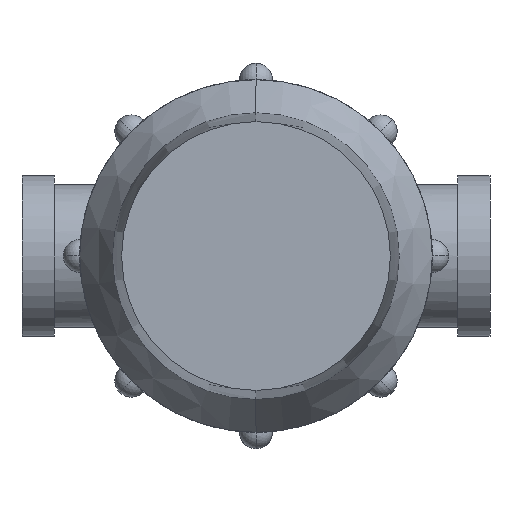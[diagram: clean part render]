
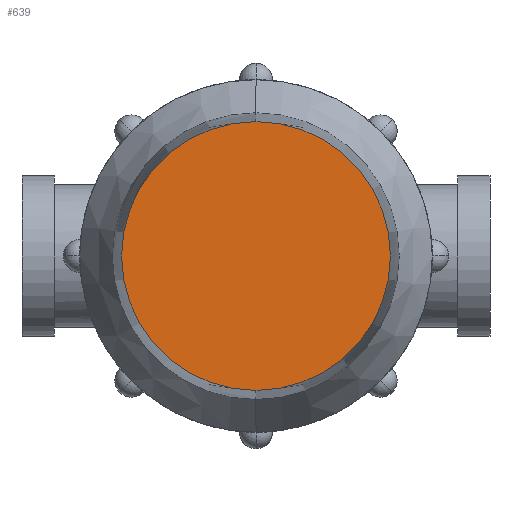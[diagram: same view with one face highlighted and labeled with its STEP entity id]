
A CAD part, front view. The second image highlights one B-rep face of the part: STEP entity #639.
In plain terms, the highlighted planar face has unit normal (0, -1, 0).
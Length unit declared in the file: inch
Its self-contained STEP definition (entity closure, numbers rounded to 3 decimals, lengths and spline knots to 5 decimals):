
#385 = EDGE_CURVE ( 'NONE', #386, #387, #1809, .T. ) ;
#386 = VERTEX_POINT ( 'NONE', #1801 ) ;
#387 = VERTEX_POINT ( 'NONE', #1800 ) ;
#593 = EDGE_CURVE ( 'NONE', #387, #386, #2346, .T. ) ;
#639 = ADVANCED_FACE ( 'NONE', ( #2604 ), #2603, .F. ) ;
#770 = EDGE_LOOP ( 'NONE', ( #806, #807 ) ) ;
#806 = ORIENTED_EDGE ( 'NONE', *, *, #385, .F. ) ;
#807 = ORIENTED_EDGE ( 'NONE', *, *, #593, .F. ) ;
#1800 = CARTESIAN_POINT ( 'NONE',  ( 0., -3.575, 1.02495 ) ) ;
#1801 = CARTESIAN_POINT ( 'NONE',  ( 0., -3.575, -1.02495 ) ) ;
#1802 = DIRECTION ( 'NONE',  ( 0., 0., 1. ) ) ;
#1803 = DIRECTION ( 'NONE',  ( 0., 1., 0. ) ) ;
#1804 = CARTESIAN_POINT ( 'NONE',  ( 0., -3.575, 0. ) ) ;
#1805 = AXIS2_PLACEMENT_3D ( 'NONE', #1804, #1803, #1802 ) ;
#1809 = CIRCLE ( 'NONE', #1805, 1.02495 ) ;
#2342 = DIRECTION ( 'NONE',  ( 0., 0., 1. ) ) ;
#2343 = DIRECTION ( 'NONE',  ( 0., 1., 0. ) ) ;
#2344 = CARTESIAN_POINT ( 'NONE',  ( 0., -3.575, 0. ) ) ;
#2345 = AXIS2_PLACEMENT_3D ( 'NONE', #2344, #2343, #2342 ) ;
#2346 = CIRCLE ( 'NONE', #2345, 1.02495 ) ;
#2527 = DIRECTION ( 'NONE',  ( 0., 0., 1. ) ) ;
#2528 = DIRECTION ( 'NONE',  ( 0., 1., 0. ) ) ;
#2550 = CARTESIAN_POINT ( 'NONE',  ( 0., -3.575, 0. ) ) ;
#2592 = AXIS2_PLACEMENT_3D ( 'NONE', #2550, #2528, #2527 ) ;
#2603 = PLANE ( 'NONE',  #2592 ) ;
#2604 = FACE_OUTER_BOUND ( 'NONE', #770, .T. ) ;
